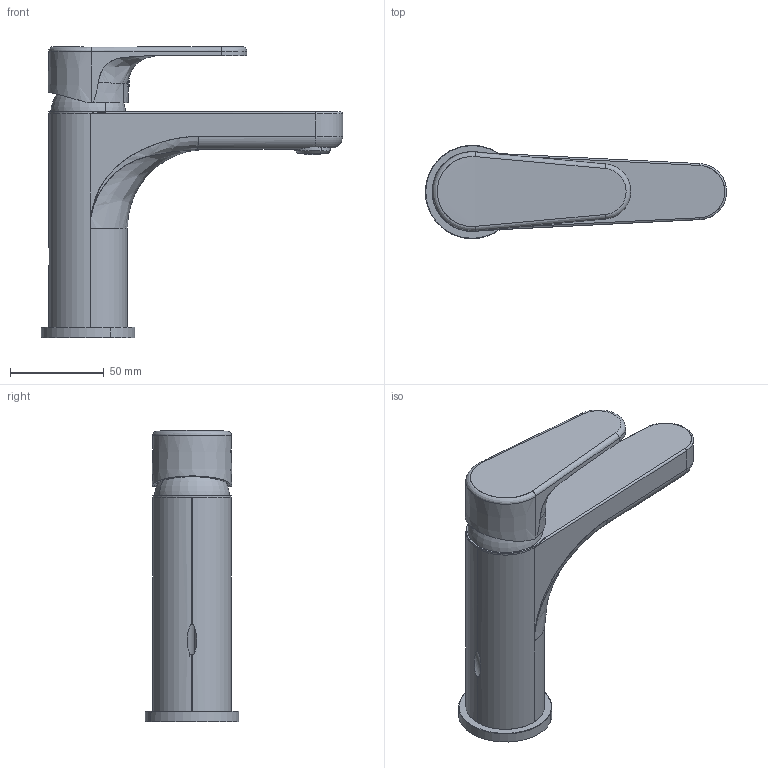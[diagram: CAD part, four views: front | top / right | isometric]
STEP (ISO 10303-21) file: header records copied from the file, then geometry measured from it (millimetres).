
FILE_DESCRIPTION(('CATIA V5 STEP Exchange','CAx-IF Rec.Pracs.--- Model Styling and Organization---1.5--- 2016-08-15','CAx-IF Rec.Pracs.---Supplemental Geometry---1.0---2011-11-01','CAx-IF Rec.Pracs.--- Composite Materials ---3.4---2017-06-13','CAx-IF Rec.Pracs.---Tessellated 3D Geometry---1.0---2015-12-17'),'2;1');
FILE_NAME('A3000500.stp','2024-07-01T12:49:05+00:00',('none'),('none'),'CATIA Version 5-6 Release 2020 SP2','CATIA V5 STEP AP242 v2','none');
FILE_SCHEMA(('AP242_MANAGED_MODEL_BASED_3D_ENGINEERING_MIM_LF {1 0 10303 442 1 1 4}'));
Length unit declared in the file: millimetre
Products named in the file (1): A3200495_AllCATPart
Bounding box: 160.99 x 49.99 x 155.5 mm (x, y, z)
Volume: 12526.2 mm3; surface area: 50995.3 mm2
Topology: 4 solids, 77 shells, 674 faces, 2016 edges, 1461 vertices
Faces by surface type: plane 514, cylinder 64, cone 43, torus 24, bspline 23, sphere 6
Entity records: 27762 total; most frequent: CARTESIAN_POINT 11237, ORIENTED_EDGE 3625, DIRECTION 2483, EDGE_CURVE 2012, VERTEX_POINT 1461, VECTOR 1147, LINE 1147, AXIS2_PLACEMENT_3D 824
